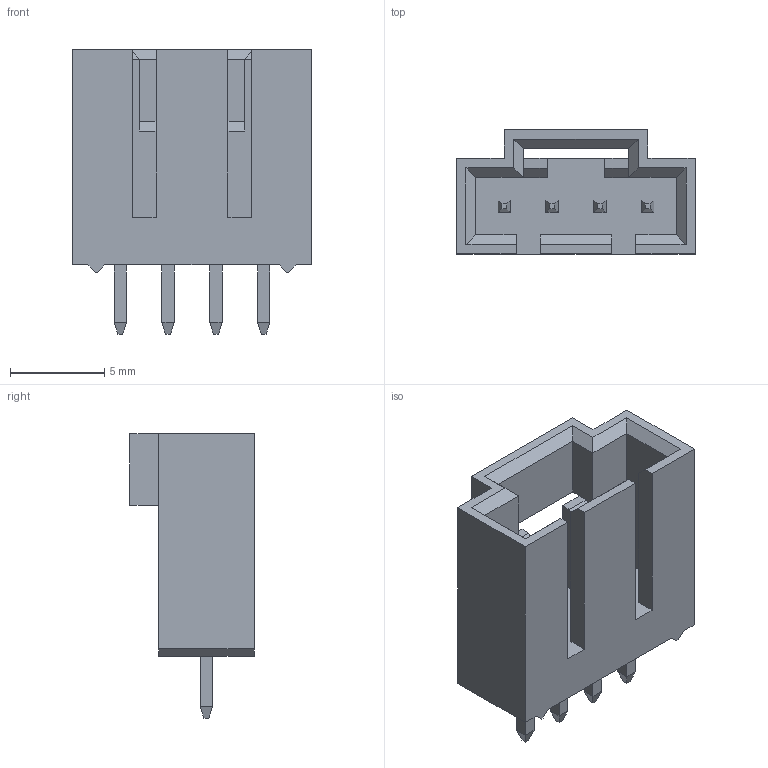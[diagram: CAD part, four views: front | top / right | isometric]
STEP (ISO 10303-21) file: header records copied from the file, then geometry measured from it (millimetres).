
FILE_DESCRIPTION((''),'2;1');
FILE_NAME('705430003','2014-06-30T',('me'),(''),'PRO/ENGINEER BY PARAMETRIC TECHNOLOGY CORPORATION, 2011490','PRO/ENGINEER BY PARAMETRIC TECHNOLOGY CORPORATION, 2011490','');
FILE_SCHEMA(('CONFIG_CONTROL_DESIGN'));
Length unit declared in the file: inch
Products named in the file (1): 705430003
Bounding box: 12.7 x 6.6 x 15.11 mm (x, y, z)
Volume: 435.3 mm3; surface area: 882.1 mm2
Topology: 1 solids, 1 shells, 125 faces, 317 edges, 200 vertices
Faces by surface type: plane 125
Entity records: 3680 total; most frequent: CARTESIAN_POINT 635, ORIENTED_EDGE 618, DIRECTION 577, VECTOR 309, LINE 309, EDGE_CURVE 309, VERTEX_POINT 192, AXIS2_PLACEMENT_3D 134
